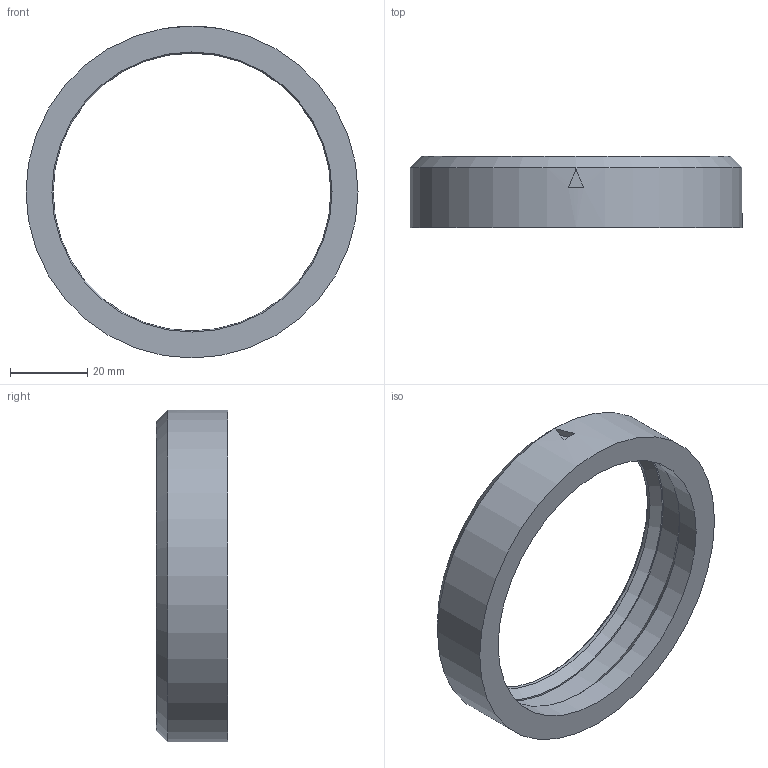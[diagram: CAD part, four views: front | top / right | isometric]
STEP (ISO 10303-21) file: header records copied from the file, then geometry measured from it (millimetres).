
FILE_DESCRIPTION(/* description */ (''),/* implementation_level */ '2;1');
FILE_NAME(/* name */ 'c_ipt_b90ab5c4.STEP',/* time_stamp */ '2023-04-04T17:35:03+02:00',/* author */ ('AdminForWorker'),/* organization */ (''),/* preprocessor_version */ 'ST-DEVELOPER v18.1',/* originating_system */ 'Autodesk Inventor 2021',/* authorisation */ '');
FILE_SCHEMA (('AUTOMOTIVE_DESIGN { 1 0 10303 214 3 1 1 }'));
Length unit declared in the file: millimetre
Products named in the file (1): c
Bounding box: 86 x 18.5 x 86 mm (x, y, z)
Volume: 25939.4 mm3; surface area: 12603.1 mm2
Topology: 1 solids, 1 shells, 15 faces, 28 edges, 17 vertices
Faces by surface type: plane 7, cylinder 4, cone 4
Full cylindrical faces by diameter (mm): 71.949 x1, 72.54 x1, 76.74 x1, 86 x1
Entity records: 430 total; most frequent: DIRECTION 74, CARTESIAN_POINT 61, ORIENTED_EDGE 56, AXIS2_PLACEMENT_3D 30, EDGE_CURVE 28, EDGE_LOOP 19, VERTEX_POINT 17, FACE_OUTER_BOUND 15
